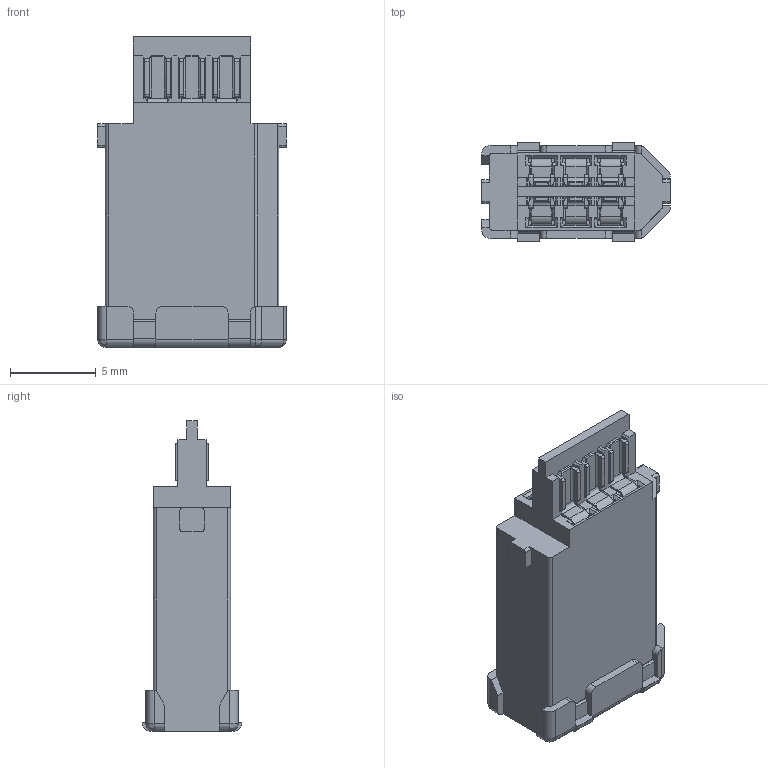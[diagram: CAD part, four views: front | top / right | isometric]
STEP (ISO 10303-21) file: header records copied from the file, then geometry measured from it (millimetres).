
FILE_DESCRIPTION( ('This file contains a STEP AP42 implementation' ,'as created by ZW3D STEP Interface translator.') ,'2;1' );
FILE_NAME( 'B6131-06FS0ABX1.stp' ,'231025.104322', (''), ('ZWCAD Software Co.'), 'Version 1.0', 'ZW3D to STEP translator', '' );
FILE_SCHEMA(('AUTOMOTIVE_DESIGN { 1 0 10303 214 1 1 1 1 }'));
Length unit declared in the file: millimetre
Products named in the file (2): 0; 盄傷譫釱郪璃6pin
Bounding box: 11 x 5.8 x 18.1 mm (x, y, z)
Volume: 456.3 mm3; surface area: 1360.9 mm2
Topology: 1 solids, 1 shells, 930 faces, 2654 edges, 1688 vertices
Faces by surface type: plane 631, cylinder 184, bspline 115
Entity records: 32620 total; most frequent: CARTESIAN_POINT 7760, ORIENTED_EDGE 5324, DIRECTION 4548, EDGE_CURVE 2654, VECTOR 2024, LINE 2024, VERTEX_POINT 1688, AXIS2_PLACEMENT_3D 1262
